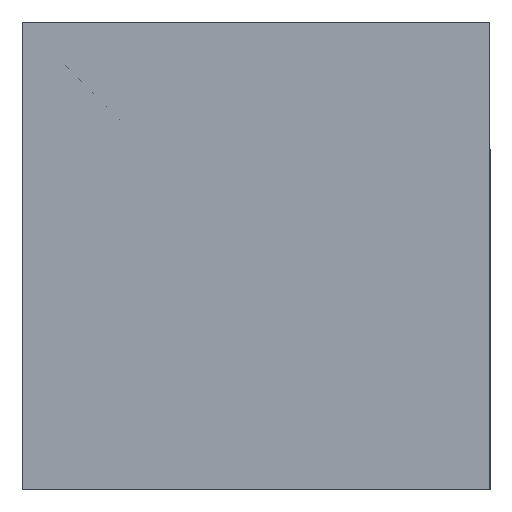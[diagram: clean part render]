
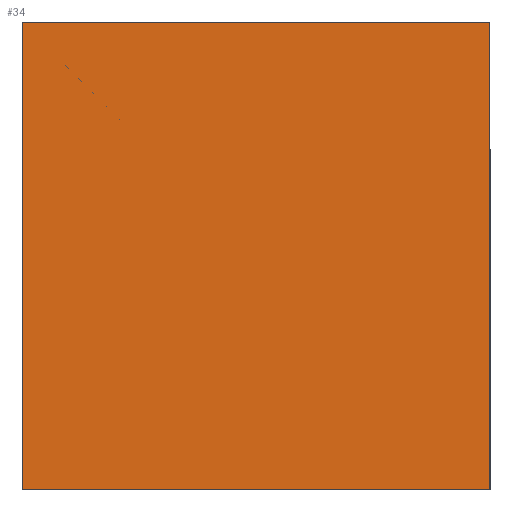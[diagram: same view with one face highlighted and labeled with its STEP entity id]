
A CAD part, left-side view. The second image highlights one B-rep face of the part: STEP entity #34.
In plain terms, the highlighted planar face has unit normal (-1, 0, 0).
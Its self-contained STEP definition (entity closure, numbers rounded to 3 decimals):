
#3 = VECTOR ( 'NONE', #107, 1000. ) ;
#4 = ORIENTED_EDGE ( 'NONE', *, *, #151, .F. ) ;
#5 = EDGE_CURVE ( 'NONE', #7, #186, #101, .T. ) ;
#7 = VERTEX_POINT ( 'NONE', #123 ) ;
#10 = CARTESIAN_POINT ( 'NONE',  ( 0., 10., -10. ) ) ;
#18 = ORIENTED_EDGE ( 'NONE', *, *, #234, .F. ) ;
#20 = DIRECTION ( 'NONE',  ( 0., 1., 0. ) ) ;
#34 = ADVANCED_FACE ( 'NONE', ( #223 ), #116, .T. ) ;
#39 = VECTOR ( 'NONE', #131, 1000. ) ;
#42 = CARTESIAN_POINT ( 'NONE',  ( 0., 0., 0. ) ) ;
#49 = EDGE_CURVE ( 'NONE', #186, #53, #222, .T. ) ;
#52 = ORIENTED_EDGE ( 'NONE', *, *, #5, .F. ) ;
#53 = VERTEX_POINT ( 'NONE', #136 ) ;
#57 = DIRECTION ( 'NONE',  ( 0., 0., 1. ) ) ;
#74 = ORIENTED_EDGE ( 'NONE', *, *, #49, .F. ) ;
#79 = DIRECTION ( 'NONE',  ( 0., 0., 1. ) ) ;
#90 = CARTESIAN_POINT ( 'NONE',  ( 0., 0., 0. ) ) ;
#101 = LINE ( 'NONE', #189, #213 ) ;
#107 = DIRECTION ( 'NONE',  ( 0., -1., 0. ) ) ;
#109 = CARTESIAN_POINT ( 'NONE',  ( 0., 0., 0. ) ) ;
#115 = AXIS2_PLACEMENT_3D ( 'NONE', #187, #171, #79 ) ;
#116 = PLANE ( 'NONE',  #115 ) ;
#123 = CARTESIAN_POINT ( 'NONE',  ( 0., 0., -10. ) ) ;
#131 = DIRECTION ( 'NONE',  ( 0., 0., -1. ) ) ;
#135 = VECTOR ( 'NONE', #57, 1000. ) ;
#136 = CARTESIAN_POINT ( 'NONE',  ( 0., 10., 0. ) ) ;
#151 = EDGE_CURVE ( 'NONE', #53, #181, #180, .T. ) ;
#155 = CARTESIAN_POINT ( 'NONE',  ( 0., 10., 0. ) ) ;
#162 = LINE ( 'NONE', #42, #39 ) ;
#171 = DIRECTION ( 'NONE',  ( -1., 0., 0. ) ) ;
#180 = LINE ( 'NONE', #90, #3 ) ;
#181 = VERTEX_POINT ( 'NONE', #109 ) ;
#186 = VERTEX_POINT ( 'NONE', #10 ) ;
#187 = CARTESIAN_POINT ( 'NONE',  ( 0., 0., 0. ) ) ;
#189 = CARTESIAN_POINT ( 'NONE',  ( 0., 0., -10. ) ) ;
#197 = EDGE_LOOP ( 'NONE', ( #4, #74, #52, #18 ) ) ;
#213 = VECTOR ( 'NONE', #20, 1000. ) ;
#222 = LINE ( 'NONE', #155, #135 ) ;
#223 = FACE_OUTER_BOUND ( 'NONE', #197, .T. ) ;
#234 = EDGE_CURVE ( 'NONE', #181, #7, #162, .T. ) ;
